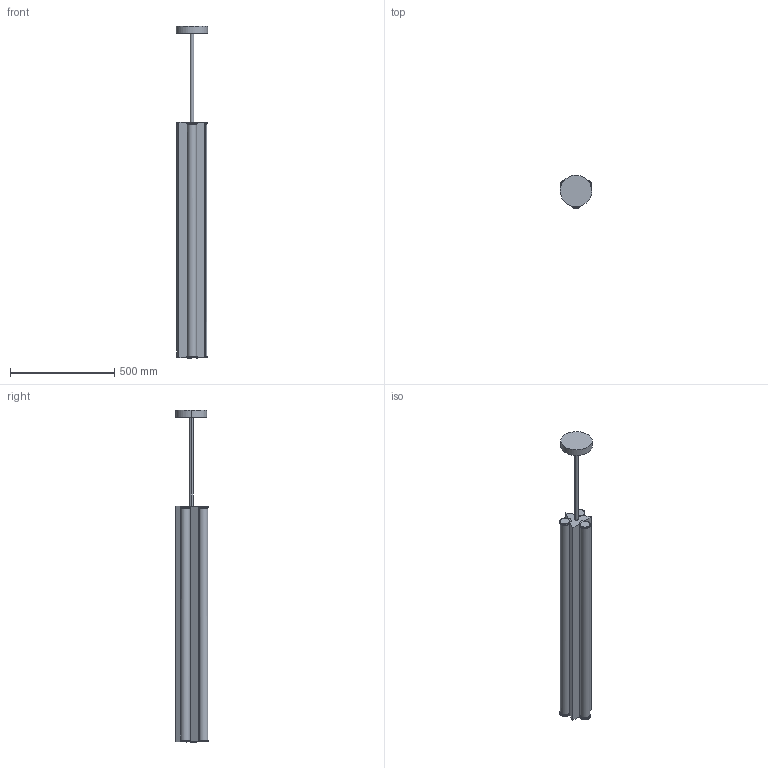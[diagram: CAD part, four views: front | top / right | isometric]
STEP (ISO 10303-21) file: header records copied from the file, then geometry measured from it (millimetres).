
FILE_DESCRIPTION(/* description */ (''),/* implementation_level */ '2;1');
FILE_NAME(/* name */ 'DREISPITZ 120 OUTDOOR',/* time_stamp */ '2025-04-24T11:41:44+02:00',/* author */ (''),/* organization */ (''),/* preprocessor_version */ 'ST-DEVELOPER v16.5',/* originating_system */ 'Rhino 7.37',/* authorisation */ '');
FILE_SCHEMA (('AUTOMOTIVE_DESIGN'));
Length unit declared in the file: millimetre
Products named in the file (1): Document
Bounding box: 151.01 x 157.9 x 1593 mm (x, y, z)
Volume: 13576046.8 mm3; surface area: 1119441.4 mm2
Topology: 12 solids, 12 shells, 210 faces, 496 edges, 318 vertices
Faces by surface type: cylinder 101, plane 95, bspline 14
Entity records: 5551 total; most frequent: CARTESIAN_POINT 2266, ORIENTED_EDGE 992, EDGE_CURVE 496, VERTEX_POINT 318, EDGE_LOOP 218, ADVANCED_FACE 210, FACE_OUTER_BOUND 210, DIRECTION 200
